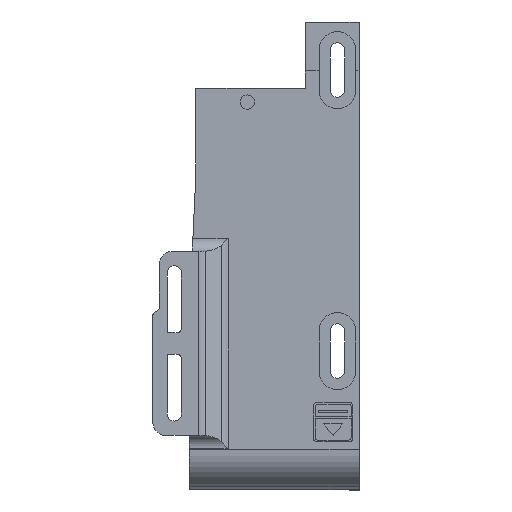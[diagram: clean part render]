
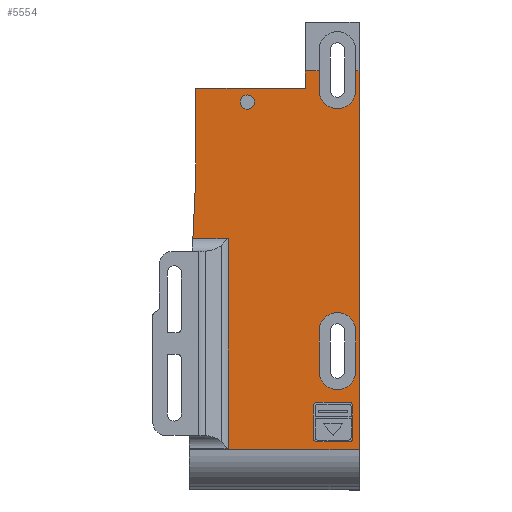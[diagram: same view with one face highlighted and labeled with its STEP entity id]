
A CAD part, left-side view. The second image highlights one B-rep face of the part: STEP entity #5554.
In plain terms, the highlighted planar face has unit normal (-1, 0, 0).
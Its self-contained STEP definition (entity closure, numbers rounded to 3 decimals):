
#48=FACE_BOUND('',#678,.T.);
#49=FACE_BOUND('',#679,.T.);
#50=FACE_BOUND('',#680,.T.);
#129=PLANE('',#5926);
#370=FACE_OUTER_BOUND('',#677,.T.);
#677=EDGE_LOOP('',(#4128,#4129,#4130,#4131,#4132,#4133,#4134,#4135,#4136,
#4137,#4138,#4139,#4140,#4141,#4142));
#678=EDGE_LOOP('',(#4143,#4144,#4145,#4146,#4147,#4148,#4149,#4150));
#679=EDGE_LOOP('',(#4151,#4152,#4153,#4154));
#680=EDGE_LOOP('',(#4155));
#1070=LINE('',#8347,#1689);
#1075=LINE('',#8361,#1694);
#1079=LINE('',#8373,#1698);
#1083=LINE('',#8385,#1702);
#1094=LINE('',#8421,#1713);
#1095=LINE('',#8423,#1714);
#1096=LINE('',#8425,#1715);
#1097=LINE('',#8427,#1716);
#1098=LINE('',#8429,#1717);
#1099=LINE('',#8431,#1718);
#1100=LINE('',#8433,#1719);
#1101=LINE('',#8435,#1720);
#1102=LINE('',#8439,#1721);
#1103=LINE('',#8441,#1722);
#1104=LINE('',#8443,#1723);
#1105=LINE('',#8445,#1724);
#1106=LINE('',#8447,#1725);
#1107=LINE('',#8448,#1726);
#1108=LINE('',#8451,#1727);
#1109=LINE('',#8455,#1728);
#1689=VECTOR('',#6662,10.);
#1694=VECTOR('',#6675,10.);
#1698=VECTOR('',#6687,10.);
#1702=VECTOR('',#6699,10.);
#1713=VECTOR('',#6738,10.);
#1714=VECTOR('',#6739,10.);
#1715=VECTOR('',#6740,10.);
#1716=VECTOR('',#6741,10.);
#1717=VECTOR('',#6742,10.);
#1718=VECTOR('',#6743,10.);
#1719=VECTOR('',#6744,10.);
#1720=VECTOR('',#6745,10.);
#1721=VECTOR('',#6748,10.);
#1722=VECTOR('',#6749,10.);
#1723=VECTOR('',#6750,10.);
#1724=VECTOR('',#6751,10.);
#1725=VECTOR('',#6752,10.);
#1726=VECTOR('',#6753,10.);
#1727=VECTOR('',#6754,10.);
#1728=VECTOR('',#6757,10.);
#2210=CIRCLE('',#5902,0.8);
#2212=CIRCLE('',#5906,0.8);
#2214=CIRCLE('',#5910,0.8);
#2216=CIRCLE('',#5914,0.8);
#2222=CIRCLE('',#5927,4.25);
#2223=CIRCLE('',#5928,4.25);
#2224=CIRCLE('',#5929,4.25);
#2225=CIRCLE('',#5930,1.65);
#2478=VERTEX_POINT('',#8345);
#2479=VERTEX_POINT('',#8346);
#2482=VERTEX_POINT('',#8354);
#2484=VERTEX_POINT('',#8360);
#2486=VERTEX_POINT('',#8366);
#2488=VERTEX_POINT('',#8372);
#2490=VERTEX_POINT('',#8378);
#2492=VERTEX_POINT('',#8384);
#2502=VERTEX_POINT('',#8419);
#2503=VERTEX_POINT('',#8420);
#2504=VERTEX_POINT('',#8422);
#2505=VERTEX_POINT('',#8424);
#2506=VERTEX_POINT('',#8426);
#2507=VERTEX_POINT('',#8428);
#2508=VERTEX_POINT('',#8430);
#2509=VERTEX_POINT('',#8432);
#2510=VERTEX_POINT('',#8434);
#2511=VERTEX_POINT('',#8436);
#2512=VERTEX_POINT('',#8438);
#2513=VERTEX_POINT('',#8440);
#2514=VERTEX_POINT('',#8442);
#2515=VERTEX_POINT('',#8444);
#2516=VERTEX_POINT('',#8446);
#2517=VERTEX_POINT('',#8449);
#2518=VERTEX_POINT('',#8450);
#2519=VERTEX_POINT('',#8452);
#2520=VERTEX_POINT('',#8454);
#2521=VERTEX_POINT('',#8457);
#3090=EDGE_CURVE('',#2478,#2479,#1070,.T.);
#3094=EDGE_CURVE('',#2482,#2478,#2210,.T.);
#3097=EDGE_CURVE('',#2484,#2482,#1075,.T.);
#3100=EDGE_CURVE('',#2486,#2484,#2212,.T.);
#3103=EDGE_CURVE('',#2488,#2486,#1079,.T.);
#3106=EDGE_CURVE('',#2490,#2488,#2214,.T.);
#3109=EDGE_CURVE('',#2492,#2490,#1083,.T.);
#3112=EDGE_CURVE('',#2479,#2492,#2216,.T.);
#3126=EDGE_CURVE('',#2502,#2503,#1094,.T.);
#3127=EDGE_CURVE('',#2504,#2502,#1095,.T.);
#3128=EDGE_CURVE('',#2505,#2504,#1096,.T.);
#3129=EDGE_CURVE('',#2505,#2506,#1097,.T.);
#3130=EDGE_CURVE('',#2506,#2507,#1098,.T.);
#3131=EDGE_CURVE('',#2507,#2508,#1099,.T.);
#3132=EDGE_CURVE('',#2508,#2509,#1100,.T.);
#3133=EDGE_CURVE('',#2509,#2510,#1101,.T.);
#3134=EDGE_CURVE('',#2510,#2511,#2222,.T.);
#3135=EDGE_CURVE('',#2511,#2512,#1102,.T.);
#3136=EDGE_CURVE('',#2512,#2513,#1103,.T.);
#3137=EDGE_CURVE('',#2514,#2513,#1104,.T.);
#3138=EDGE_CURVE('',#2515,#2514,#1105,.T.);
#3139=EDGE_CURVE('',#2515,#2516,#1106,.T.);
#3140=EDGE_CURVE('',#2516,#2503,#1107,.T.);
#3141=EDGE_CURVE('',#2517,#2518,#1108,.T.);
#3142=EDGE_CURVE('',#2518,#2519,#2223,.T.);
#3143=EDGE_CURVE('',#2519,#2520,#1109,.T.);
#3144=EDGE_CURVE('',#2520,#2517,#2224,.T.);
#3145=EDGE_CURVE('',#2521,#2521,#2225,.T.);
#4128=ORIENTED_EDGE('',*,*,#3126,.F.);
#4129=ORIENTED_EDGE('',*,*,#3127,.F.);
#4130=ORIENTED_EDGE('',*,*,#3128,.F.);
#4131=ORIENTED_EDGE('',*,*,#3129,.T.);
#4132=ORIENTED_EDGE('',*,*,#3130,.T.);
#4133=ORIENTED_EDGE('',*,*,#3131,.T.);
#4134=ORIENTED_EDGE('',*,*,#3132,.T.);
#4135=ORIENTED_EDGE('',*,*,#3133,.T.);
#4136=ORIENTED_EDGE('',*,*,#3134,.T.);
#4137=ORIENTED_EDGE('',*,*,#3135,.T.);
#4138=ORIENTED_EDGE('',*,*,#3136,.T.);
#4139=ORIENTED_EDGE('',*,*,#3137,.F.);
#4140=ORIENTED_EDGE('',*,*,#3138,.F.);
#4141=ORIENTED_EDGE('',*,*,#3139,.T.);
#4142=ORIENTED_EDGE('',*,*,#3140,.T.);
#4143=ORIENTED_EDGE('',*,*,#3090,.T.);
#4144=ORIENTED_EDGE('',*,*,#3112,.T.);
#4145=ORIENTED_EDGE('',*,*,#3109,.T.);
#4146=ORIENTED_EDGE('',*,*,#3106,.T.);
#4147=ORIENTED_EDGE('',*,*,#3103,.T.);
#4148=ORIENTED_EDGE('',*,*,#3100,.T.);
#4149=ORIENTED_EDGE('',*,*,#3097,.T.);
#4150=ORIENTED_EDGE('',*,*,#3094,.T.);
#4151=ORIENTED_EDGE('',*,*,#3141,.T.);
#4152=ORIENTED_EDGE('',*,*,#3142,.T.);
#4153=ORIENTED_EDGE('',*,*,#3143,.T.);
#4154=ORIENTED_EDGE('',*,*,#3144,.T.);
#4155=ORIENTED_EDGE('',*,*,#3145,.T.);
#5554=ADVANCED_FACE('',(#370,#48,#49,#50),#129,.T.);
#5902=AXIS2_PLACEMENT_3D('',#8355,#6668,#6669);
#5906=AXIS2_PLACEMENT_3D('',#8367,#6680,#6681);
#5910=AXIS2_PLACEMENT_3D('',#8379,#6692,#6693);
#5914=AXIS2_PLACEMENT_3D('',#8390,#6704,#6705);
#5926=AXIS2_PLACEMENT_3D('',#8418,#6736,#6737);
#5927=AXIS2_PLACEMENT_3D('',#8437,#6746,#6747);
#5928=AXIS2_PLACEMENT_3D('',#8453,#6755,#6756);
#5929=AXIS2_PLACEMENT_3D('',#8456,#6758,#6759);
#5930=AXIS2_PLACEMENT_3D('',#8458,#6760,#6761);
#6662=DIRECTION('',(0.,0.,1.));
#6668=DIRECTION('center_axis',(1.,0.,0.));
#6669=DIRECTION('ref_axis',(0.,1.,0.));
#6675=DIRECTION('',(0.,1.,0.));
#6680=DIRECTION('center_axis',(1.,0.,0.));
#6681=DIRECTION('ref_axis',(0.,0.,-1.));
#6687=DIRECTION('',(0.,0.,-1.));
#6692=DIRECTION('center_axis',(1.,0.,0.));
#6693=DIRECTION('ref_axis',(0.,-1.,0.));
#6699=DIRECTION('',(0.,-1.,0.));
#6704=DIRECTION('center_axis',(1.,0.,0.));
#6705=DIRECTION('ref_axis',(0.,0.,1.));
#6736=DIRECTION('center_axis',(-1.,0.,0.));
#6737=DIRECTION('ref_axis',(0.,1.,0.));
#6738=DIRECTION('',(0.,1.,0.));
#6739=DIRECTION('',(0.,0.,1.));
#6740=DIRECTION('',(0.,-1.,0.));
#6741=DIRECTION('',(0.,0.,-1.));
#6742=DIRECTION('',(0.,-1.,0.));
#6743=DIRECTION('',(0.,0.,1.));
#6744=DIRECTION('',(0.,1.,0.));
#6745=DIRECTION('',(0.,0.,-1.));
#6746=DIRECTION('center_axis',(1.,0.,0.));
#6747=DIRECTION('ref_axis',(0.,1.,0.));
#6748=DIRECTION('',(0.,0.,1.));
#6749=DIRECTION('',(0.,1.,0.));
#6750=DIRECTION('',(0.,0.,1.));
#6751=DIRECTION('',(0.,-1.,0.));
#6752=DIRECTION('',(0.,0.,-1.));
#6753=DIRECTION('',(0.,0.046,-0.999));
#6754=DIRECTION('',(0.,0.,1.));
#6755=DIRECTION('center_axis',(1.,0.,0.));
#6756=DIRECTION('ref_axis',(0.,1.,0.));
#6757=DIRECTION('',(0.,0.,-1.));
#6758=DIRECTION('center_axis',(1.,0.,0.));
#6759=DIRECTION('ref_axis',(0.,1.,0.));
#6760=DIRECTION('center_axis',(1.,0.,0.));
#6761=DIRECTION('ref_axis',(0.,-1.,0.));
#8345=CARTESIAN_POINT('',(-32.5,-48.431,-29.43));
#8346=CARTESIAN_POINT('',(-32.5,-48.431,-21.88));
#8347=CARTESIAN_POINT('',(-32.5,-48.431,11.313));
#8354=CARTESIAN_POINT('',(-32.5,-49.231,-30.23));
#8355=CARTESIAN_POINT('Origin',(-32.5,-49.231,-29.43));
#8360=CARTESIAN_POINT('',(-32.5,-56.781,-30.23));
#8361=CARTESIAN_POINT('',(-32.5,-50.919,-30.23));
#8366=CARTESIAN_POINT('',(-32.5,-57.581,-29.43));
#8367=CARTESIAN_POINT('Origin',(-32.5,-56.781,-29.43));
#8372=CARTESIAN_POINT('',(-32.5,-57.581,-21.88));
#8373=CARTESIAN_POINT('',(-32.5,-57.581,15.088));
#8378=CARTESIAN_POINT('',(-32.5,-56.781,-21.08));
#8379=CARTESIAN_POINT('Origin',(-32.5,-56.781,-21.88));
#8384=CARTESIAN_POINT('',(-32.5,-49.231,-21.08));
#8385=CARTESIAN_POINT('',(-32.5,-47.144,-21.08));
#8390=CARTESIAN_POINT('Origin',(-32.5,-49.231,-21.88));
#8418=CARTESIAN_POINT('Origin',(-32.5,-45.057,52.056));
#8419=CARTESIAN_POINT('',(-32.5,-28.556,17.056));
#8420=CARTESIAN_POINT('',(-32.5,-20.363,17.056));
#8421=CARTESIAN_POINT('',(-32.5,-33.806,17.056));
#8422=CARTESIAN_POINT('',(-32.5,-28.556,-31.769));
#8423=CARTESIAN_POINT('',(-32.5,-28.556,33.056));
#8424=CARTESIAN_POINT('',(-32.5,-19.556,-31.769));
#8425=CARTESIAN_POINT('',(-32.5,-28.056,-31.769));
#8426=CARTESIAN_POINT('',(-32.5,-19.556,-32.069));
#8427=CARTESIAN_POINT('',(-32.5,-19.556,-0.444));
#8428=CARTESIAN_POINT('',(-32.5,-59.056,-32.069));
#8429=CARTESIAN_POINT('',(-32.5,-19.556,-32.069));
#8430=CARTESIAN_POINT('',(-32.5,-59.056,56.056));
#8431=CARTESIAN_POINT('',(-32.5,-59.056,-32.069));
#8432=CARTESIAN_POINT('',(-32.5,-58.256,56.056));
#8433=CARTESIAN_POINT('',(-32.5,-59.056,56.056));
#8434=CARTESIAN_POINT('',(-32.5,-58.256,51.556));
#8435=CARTESIAN_POINT('',(-32.5,-58.256,56.506));
#8436=CARTESIAN_POINT('',(-32.5,-49.756,51.556));
#8437=CARTESIAN_POINT('Origin',(-32.5,-54.006,51.556));
#8438=CARTESIAN_POINT('',(-32.5,-49.756,56.056));
#8439=CARTESIAN_POINT('',(-32.5,-49.756,51.806));
#8440=CARTESIAN_POINT('',(-32.5,-46.556,56.056));
#8441=CARTESIAN_POINT('',(-32.5,-59.056,56.056));
#8442=CARTESIAN_POINT('',(-32.5,-46.556,52.056));
#8443=CARTESIAN_POINT('',(-32.5,-46.556,-12.584));
#8444=CARTESIAN_POINT('',(-32.5,-21.056,52.056));
#8445=CARTESIAN_POINT('',(-32.5,-45.057,52.056));
#8446=CARTESIAN_POINT('',(-32.5,-21.056,32.056));
#8447=CARTESIAN_POINT('',(-32.5,-21.056,52.056));
#8448=CARTESIAN_POINT('',(-32.5,-21.056,32.056));
#8449=CARTESIAN_POINT('',(-32.5,-49.756,-13.83));
#8450=CARTESIAN_POINT('',(-32.5,-49.756,-4.43));
#8451=CARTESIAN_POINT('',(-32.5,-49.756,19.113));
#8452=CARTESIAN_POINT('',(-32.5,-58.256,-4.43));
#8453=CARTESIAN_POINT('Origin',(-32.5,-54.006,-4.43));
#8454=CARTESIAN_POINT('',(-32.5,-58.256,-13.83));
#8455=CARTESIAN_POINT('',(-32.5,-58.256,23.813));
#8456=CARTESIAN_POINT('Origin',(-32.5,-54.006,-13.83));
#8457=CARTESIAN_POINT('',(-32.5,-31.406,48.822));
#8458=CARTESIAN_POINT('Origin',(-32.5,-33.056,48.822));
